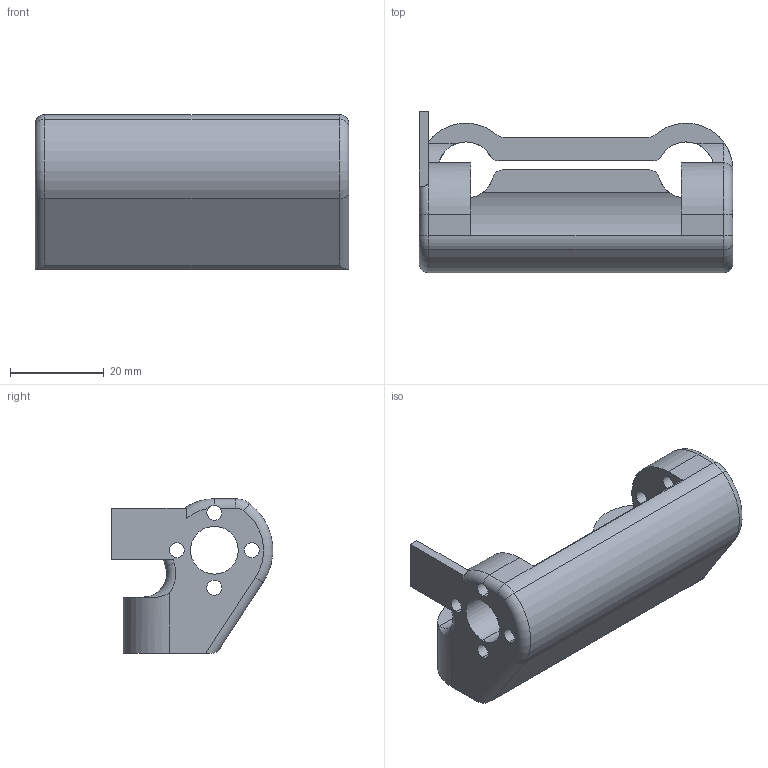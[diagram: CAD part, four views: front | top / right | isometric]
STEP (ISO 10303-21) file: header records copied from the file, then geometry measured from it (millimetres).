
FILE_DESCRIPTION (( 'STEP AP214' ), '1' );
FILE_NAME ('fixation tubes carbone.STEP', '2021-03-10T09:13:24', ( '' ), ( '' ), 'SwSTEP 2.0', 'SolidWorks 2016', '' );
FILE_SCHEMA (( 'AUTOMOTIVE_DESIGN' ));
Length unit declared in the file: millimetre
Products named in the file (1): fixation tubes carbone
Bounding box: 67 x 34.46 x 33 mm (x, y, z)
Volume: 22011.8 mm3; surface area: 12608.8 mm2
Topology: 1 solids, 1 shells, 87 faces, 243 edges, 156 vertices
Faces by surface type: cylinder 54, plane 22, torus 9, bspline 2
Entity records: 3350 total; most frequent: CARTESIAN_POINT 992, DIRECTION 504, ORIENTED_EDGE 486, EDGE_CURVE 243, AXIS2_PLACEMENT_3D 206, VERTEX_POINT 156, CIRCLE 120, EDGE_LOOP 111
